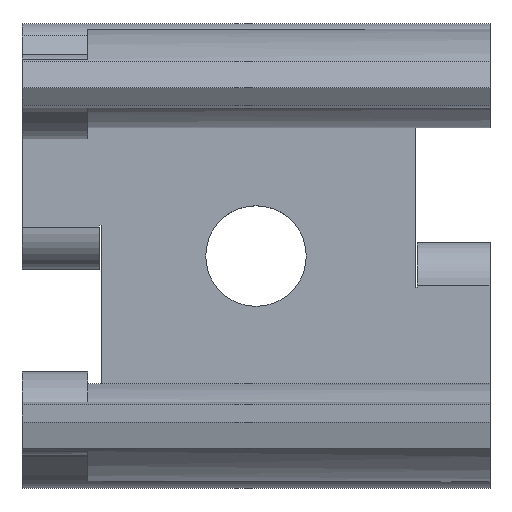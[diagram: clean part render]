
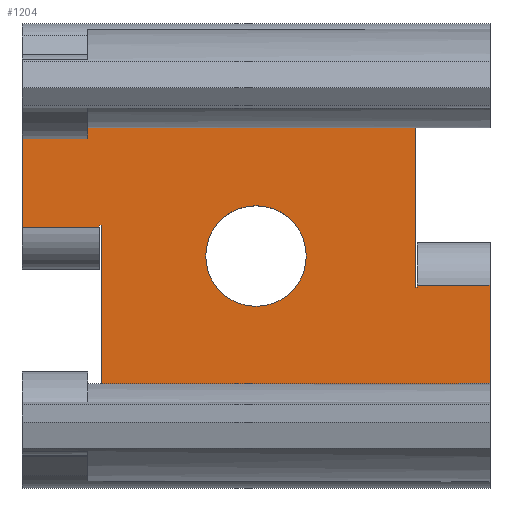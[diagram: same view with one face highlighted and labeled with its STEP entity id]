
A CAD part, top view. The second image highlights one B-rep face of the part: STEP entity #1204.
In plain terms, the highlighted planar face has unit normal (0, 0, 1).
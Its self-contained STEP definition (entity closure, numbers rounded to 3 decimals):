
#160=CARTESIAN_POINT('',(-21.05,4.5,0.7));
#161=VERTEX_POINT('',#160);
#409=CARTESIAN_POINT('',(-21.05,0.75,0.7));
#410=VERTEX_POINT('',#409);
#418=CARTESIAN_POINT('',(-21.05,-4.5,0.7));
#419=DIRECTION('',(0.0,1.0,0.0));
#420=VECTOR('',#419,1.0);
#421=LINE('',#418,#420);
#422=EDGE_CURVE('n� 708',#410,#161,#421,.T.);
#578=CARTESIAN_POINT('',(-8.95,4.5,0.7));
#579=VERTEX_POINT('',#578);
#587=CARTESIAN_POINT('',(-8.95,3.5,0.7));
#588=VERTEX_POINT('',#587);
#589=CARTESIAN_POINT('',(-8.95,-0.0,0.7));
#590=DIRECTION('',(0.0,1.0,0.0));
#591=VECTOR('',#590,1.0);
#592=LINE('',#589,#591);
#593=EDGE_CURVE('n� 688',#588,#579,#592,.T.);
#1065=CARTESIAN_POINT('',(-8.95,4.5,0.7));
#1066=DIRECTION('',(1.0,-0.0,0.0));
#1067=VECTOR('',#1066,1.0);
#1068=LINE('',#1065,#1067);
#1069=EDGE_CURVE('n� 653',#161,#579,#1068,.T.);
#1081=CARTESIAN_POINT('',(-15.0,1.3,0.7));
#1082=VERTEX_POINT('',#1081);
#1083=CARTESIAN_POINT('',(-15.0,0.0,0.7));
#1084=DIRECTION('',(0.0,0.0,1.0));
#1085=DIRECTION('',(0.0,1.0,0.0));
#1086=AXIS2_PLACEMENT_3D('',#1083,#1084,#1085);
#1087=CIRCLE('',#1086,1.3);
#1088=EDGE_CURVE('n� 652',#1082,#1082,#1087,.T.);
#1089=ORIENTED_EDGE('',*,*,#1088,.F.);
#1090=EDGE_LOOP('',(#1089));
#1091=FACE_OUTER_BOUND('',#1090,.T.);
#1092=CARTESIAN_POINT('',(-19.0,0.8,0.7));
#1093=VERTEX_POINT('',#1092);
#1094=CARTESIAN_POINT('',(-19.05,0.8,0.7));
#1095=VERTEX_POINT('',#1094);
#1096=CARTESIAN_POINT('',(-8.95,0.8,0.7));
#1097=DIRECTION('',(-1.0,0.0,0.0));
#1098=VECTOR('',#1097,1.0);
#1099=LINE('',#1096,#1098);
#1100=EDGE_CURVE('n� 651',#1093,#1095,#1099,.T.);
#1101=ORIENTED_EDGE('',*,*,#1100,.F.);
#1102=CARTESIAN_POINT('',(-19.0,-3.5,0.7));
#1103=VERTEX_POINT('',#1102);
#1104=CARTESIAN_POINT('',(-19.0,-4.5,0.7));
#1105=DIRECTION('',(0.0,1.0,0.0));
#1106=VECTOR('',#1105,1.0);
#1107=LINE('',#1104,#1106);
#1108=EDGE_CURVE('n� 650',#1103,#1093,#1107,.T.);
#1109=ORIENTED_EDGE('',*,*,#1108,.F.);
#1110=CARTESIAN_POINT('',(-21.05,-3.5,0.7));
#1111=VERTEX_POINT('',#1110);
#1112=CARTESIAN_POINT('',(-8.95,-3.5,0.7));
#1113=DIRECTION('',(1.0,0.0,0.0));
#1114=VECTOR('',#1113,1.0);
#1115=LINE('',#1112,#1114);
#1116=EDGE_CURVE('n� 649',#1111,#1103,#1115,.T.);
#1117=ORIENTED_EDGE('',*,*,#1116,.F.);
#1118=CARTESIAN_POINT('',(-21.05,-4.5,0.7));
#1119=VERTEX_POINT('',#1118);
#1120=CARTESIAN_POINT('',(-21.05,0.0,0.7));
#1121=DIRECTION('',(0.0,-1.0,0.0));
#1122=VECTOR('',#1121,1.0);
#1123=LINE('',#1120,#1122);
#1124=EDGE_CURVE('n� 648',#1111,#1119,#1123,.T.);
#1125=ORIENTED_EDGE('',*,*,#1124,.T.);
#1126=CARTESIAN_POINT('',(-8.95,-4.5,0.7));
#1127=VERTEX_POINT('',#1126);
#1128=CARTESIAN_POINT('',(-8.95,-4.5,0.7));
#1129=DIRECTION('',(-1.0,0.0,0.0));
#1130=VECTOR('',#1129,1.0);
#1131=LINE('',#1128,#1130);
#1132=EDGE_CURVE('n� 647',#1127,#1119,#1131,.T.);
#1133=ORIENTED_EDGE('',*,*,#1132,.F.);
#1134=CARTESIAN_POINT('',(-8.95,-0.75,0.7));
#1135=VERTEX_POINT('',#1134);
#1136=CARTESIAN_POINT('',(-8.95,-4.5,0.7));
#1137=DIRECTION('',(0.0,-1.0,0.0));
#1138=VECTOR('',#1137,1.0);
#1139=LINE('',#1136,#1138);
#1140=EDGE_CURVE('n� 646',#1135,#1127,#1139,.T.);
#1141=ORIENTED_EDGE('',*,*,#1140,.F.);
#1142=CARTESIAN_POINT('',(-10.83,-0.75,0.7));
#1143=VERTEX_POINT('',#1142);
#1144=CARTESIAN_POINT('',(-8.95,-0.75,0.7));
#1145=DIRECTION('',(1.0,-0.0,0.0));
#1146=VECTOR('',#1145,1.0);
#1147=LINE('',#1144,#1146);
#1148=EDGE_CURVE('n� 645',#1143,#1135,#1147,.T.);
#1149=ORIENTED_EDGE('',*,*,#1148,.F.);
#1150=CARTESIAN_POINT('',(-10.83,-0.8,0.7));
#1151=VERTEX_POINT('',#1150);
#1152=CARTESIAN_POINT('',(-10.83,-0.35,0.7));
#1153=DIRECTION('',(0.0,-1.0,0.0));
#1154=VECTOR('',#1153,1.0);
#1155=LINE('',#1152,#1154);
#1156=EDGE_CURVE('n� 644',#1143,#1151,#1155,.T.);
#1157=ORIENTED_EDGE('',*,*,#1156,.T.);
#1158=CARTESIAN_POINT('',(-10.88,-0.8,0.7));
#1159=VERTEX_POINT('',#1158);
#1160=CARTESIAN_POINT('',(-8.95,-0.8,0.7));
#1161=DIRECTION('',(1.0,-0.0,0.0));
#1162=VECTOR('',#1161,1.0);
#1163=LINE('',#1160,#1162);
#1164=EDGE_CURVE('n� 643',#1159,#1151,#1163,.T.);
#1165=ORIENTED_EDGE('',*,*,#1164,.F.);
#1166=CARTESIAN_POINT('',(-10.88,3.5,0.7));
#1167=VERTEX_POINT('',#1166);
#1168=CARTESIAN_POINT('',(-10.88,-4.5,0.7));
#1169=DIRECTION('',(0.0,-1.0,0.0));
#1170=VECTOR('',#1169,1.0);
#1171=LINE('',#1168,#1170);
#1172=EDGE_CURVE('n� 642',#1167,#1159,#1171,.T.);
#1173=ORIENTED_EDGE('',*,*,#1172,.F.);
#1174=CARTESIAN_POINT('',(-8.95,3.5,0.7));
#1175=DIRECTION('',(-1.0,0.0,0.0));
#1176=VECTOR('',#1175,1.0);
#1177=LINE('',#1174,#1176);
#1178=EDGE_CURVE('n� 641',#588,#1167,#1177,.T.);
#1179=ORIENTED_EDGE('',*,*,#1178,.F.);
#1180=ORIENTED_EDGE('',*,*,#593,.T.);
#1181=ORIENTED_EDGE('',*,*,#1069,.F.);
#1182=ORIENTED_EDGE('',*,*,#422,.F.);
#1183=CARTESIAN_POINT('',(-19.05,0.75,0.7));
#1184=VERTEX_POINT('',#1183);
#1185=CARTESIAN_POINT('',(-8.95,0.75,0.7));
#1186=DIRECTION('',(-1.0,0.0,0.0));
#1187=VECTOR('',#1186,1.0);
#1188=LINE('',#1185,#1187);
#1189=EDGE_CURVE('n� 640',#1184,#410,#1188,.T.);
#1190=ORIENTED_EDGE('',*,*,#1189,.F.);
#1191=CARTESIAN_POINT('',(-19.05,-0.35,0.7));
#1192=DIRECTION('',(0.0,1.0,0.0));
#1193=VECTOR('',#1192,1.0);
#1194=LINE('',#1191,#1193);
#1195=EDGE_CURVE('n� 639',#1184,#1095,#1194,.T.);
#1196=ORIENTED_EDGE('',*,*,#1195,.T.);
#1197=EDGE_LOOP('',(
    #1101,#1109,#1117,#1125,#1133,#1141,#1149,#1157,#1165,#1173,
    #1179,#1180,#1181,#1182,#1190,#1196));
#1198=FACE_BOUND('',#1197,.T.);
#1199=CARTESIAN_POINT('',(-8.95,-4.5,0.7));
#1200=DIRECTION('',(0.0,0.0,1.0));
#1201=DIRECTION('',(0.0,1.0,0.0));
#1202=AXIS2_PLACEMENT_3D('',#1199,#1200,#1201);
#1203=PLANE('',#1202);
#1204=ADVANCED_FACE('n� 364',(#1091,#1198),#1203,.T.);
